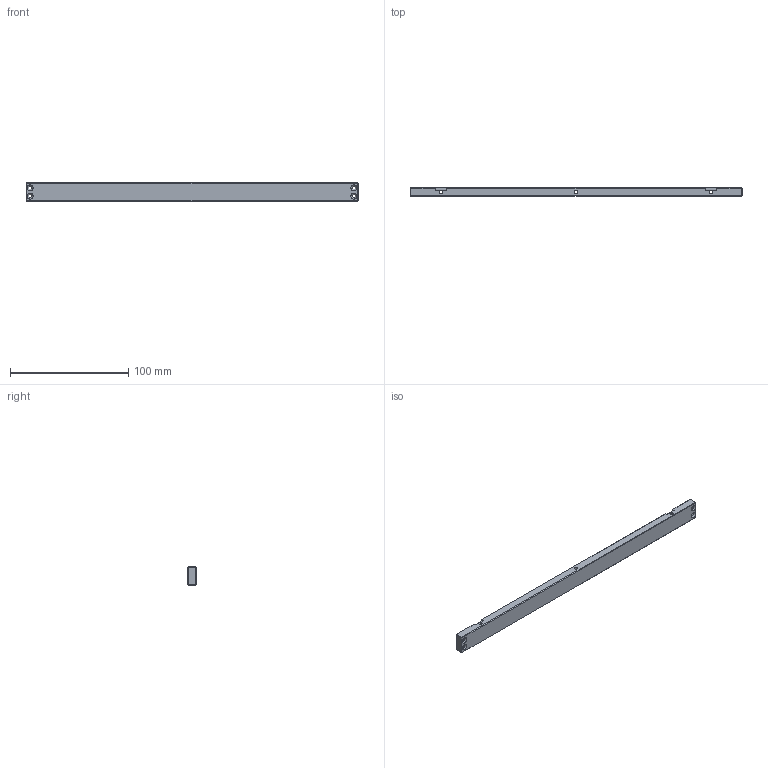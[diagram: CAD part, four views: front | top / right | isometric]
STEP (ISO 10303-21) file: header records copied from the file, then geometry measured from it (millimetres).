
FILE_DESCRIPTION(/* description */ (''),/* implementation_level */ '2;1');
FILE_NAME(/* name */ 'MiddleBot.step',/* time_stamp */ '2023-06-02T12:09:55+03:00',/* author */ (''),/* organization */ (''),/* preprocessor_version */ 'ST-DEVELOPER v19.2',/* originating_system */ 'Autodesk Translation Framework v12.4.0.73',/* authorisation */ '');
FILE_SCHEMA (('AUTOMOTIVE_DESIGN { 1 0 10303 214 3 1 1 }'));
Length unit declared in the file: millimetre
Products named in the file (1): MiddleBot
Bounding box: 281.1 x 7 x 16 mm (x, y, z)
Volume: 30551.7 mm3; surface area: 13474.2 mm2
Topology: 1 solids, 1 shells, 66 faces, 156 edges, 93 vertices
Faces by surface type: plane 45, cylinder 14, cone 7
Full cylindrical faces by diameter (mm): 2.7 x7, 5 x3
Entity records: 1921 total; most frequent: DIRECTION 327, CARTESIAN_POINT 316, ORIENTED_EDGE 312, EDGE_CURVE 156, LINE 119, VECTOR 119, AXIS2_PLACEMENT_3D 104, VERTEX_POINT 93
